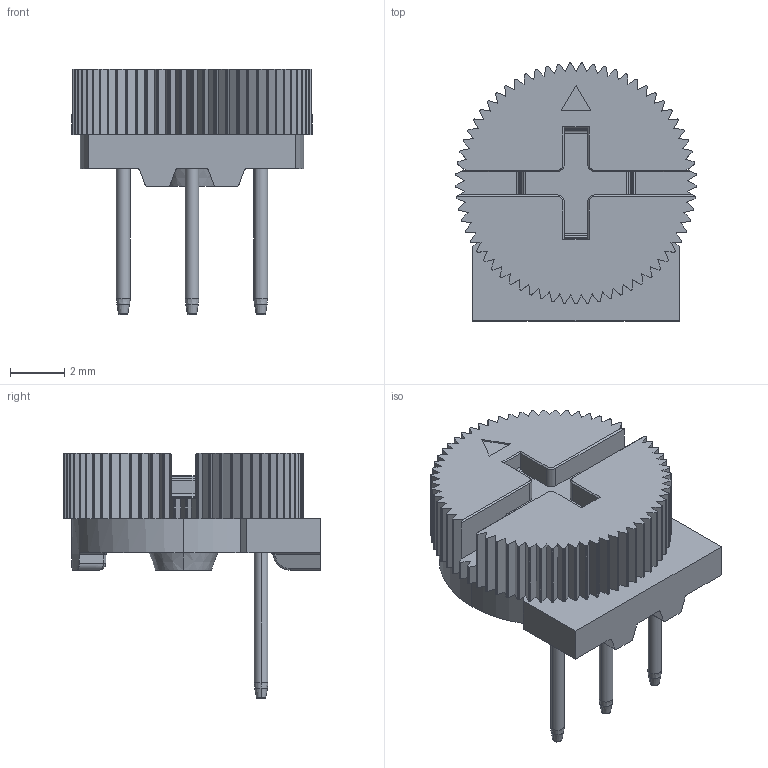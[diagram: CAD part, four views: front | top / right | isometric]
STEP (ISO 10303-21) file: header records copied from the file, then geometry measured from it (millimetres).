
FILE_DESCRIPTION(('FreeCAD Model'),'2;1');
FILE_NAME('Open CASCADE Shape Model','2025-02-12T13:47:16',( 'kicad StepUp'),('ksu MCAD'),'Open CASCADE STEP processor 7.6', 'FreeCAD','Unknown');
FILE_SCHEMA(('AUTOMOTIVE_DESIGN { 1 0 10303 214 1 1 1 1 }'));
Length unit declared in the file: millimetre
Products named in the file (1): _352T_1_205LF005_cp001
Bounding box: 8.89 x 9.52 x 9.07 mm (x, y, z)
Volume: 221.9 mm3; surface area: 471.7 mm2
Topology: 5 solids, 5 shells, 503 faces, 1419 edges, 926 vertices
Faces by surface type: cylinder 269, plane 196, bspline 26, cone 12
Entity records: 20393 total; most frequent: CARTESIAN_POINT 3467, DIRECTION 2897, ORIENTED_EDGE 2834, EDGE_CURVE 1417, AXIS2_PLACEMENT_3D 1038, VERTEX_POINT 926, LINE 821, VECTOR 821
